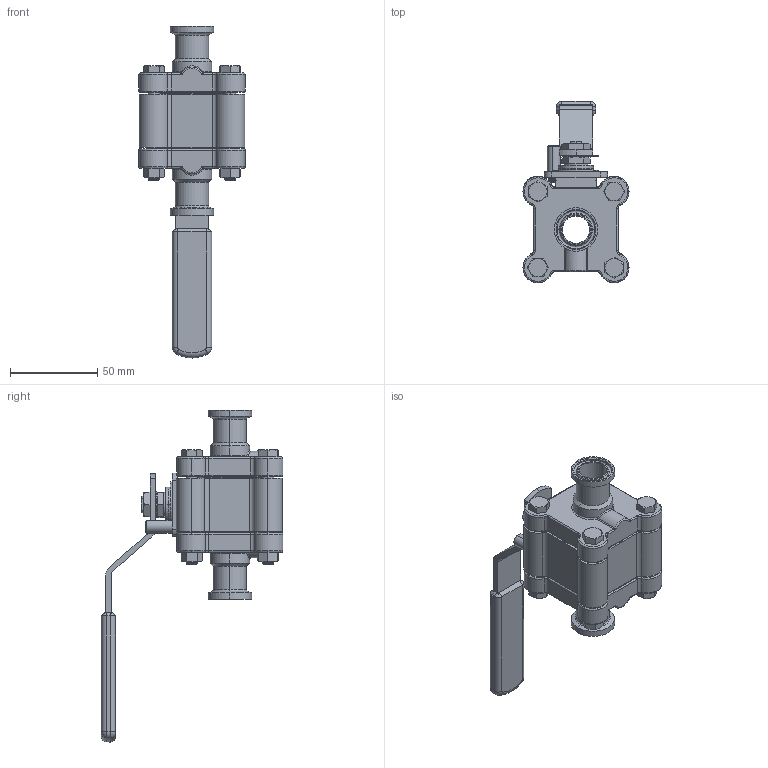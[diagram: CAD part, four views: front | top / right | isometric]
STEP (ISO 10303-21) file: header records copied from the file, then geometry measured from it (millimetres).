
FILE_DESCRIPTION (( 'STEP AP203' ), '1' );
FILE_NAME ('9020-075-TC.STEP', '2020-08-04T15:46:28', ( '' ), ( '' ), 'SwSTEP 2.0', 'SolidWorks 2018', '' );
FILE_SCHEMA (( 'CONFIG_CONTROL_DESIGN' ));
Products named in the file (1): 9020-075-TC
Bounding box: 60.86 x 104.21 x 190.37 mm (x, y, z)
Volume: 164889.4 mm3; surface area: 80962.3 mm2
Topology: 23 solids, 23 shells, 1379 faces, 3551 edges, 2289 vertices
Faces by surface type: plane 499, cylinder 456, bspline 222, cone 108, torus 86, sphere 8
Entity records: 63229 total; most frequent: CARTESIAN_POINT 32104, ORIENTED_EDGE 7082, DIRECTION 5586, EDGE_CURVE 3541, VERTEX_POINT 2285, AXIS2_PLACEMENT_3D 1950, VECTOR 1686, LINE 1686
